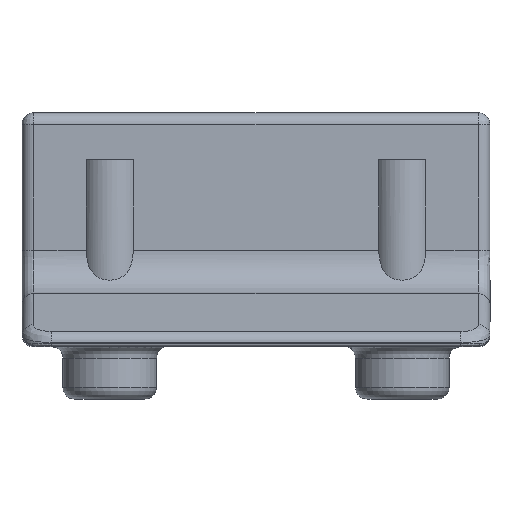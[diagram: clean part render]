
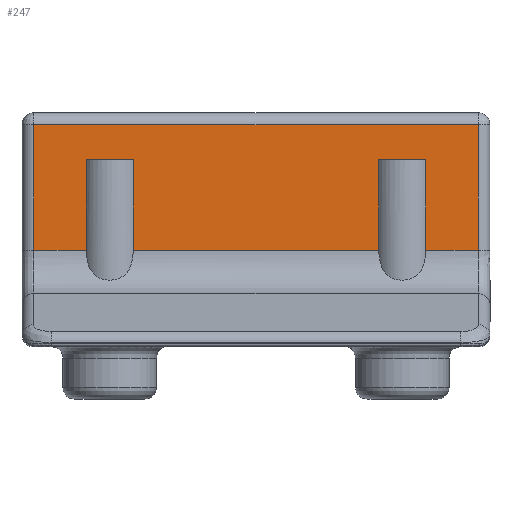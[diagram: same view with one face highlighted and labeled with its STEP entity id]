
A CAD part, top view. The second image highlights one B-rep face of the part: STEP entity #247.
In plain terms, the highlighted planar face has unit normal (0, 0, 1).
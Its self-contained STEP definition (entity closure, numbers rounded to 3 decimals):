
#247=ADVANCED_FACE('',(#408),#409,.F.);
#408=FACE_OUTER_BOUND('',#1030,.T.);
#409=PLANE('',#1031);
#1030=EDGE_LOOP('',(#1695,#1696,#1697,#1698,#1699,#1700,#1701,#1702,#1703,#1704,#1705,#1706));
#1031=AXIS2_PLACEMENT_3D('',#1707,#1708,#1709);
#1695=ORIENTED_EDGE('',*,*,#1972,.F.);
#1696=ORIENTED_EDGE('',*,*,#1930,.F.);
#1697=ORIENTED_EDGE('',*,*,#1973,.F.);
#1698=ORIENTED_EDGE('',*,*,#1975,.T.);
#1699=ORIENTED_EDGE('',*,*,#1933,.F.);
#1700=ORIENTED_EDGE('',*,*,#1943,.F.);
#1701=ORIENTED_EDGE('',*,*,#1935,.F.);
#1702=ORIENTED_EDGE('',*,*,#1976,.T.);
#1703=ORIENTED_EDGE('',*,*,#1937,.F.);
#1704=ORIENTED_EDGE('',*,*,#1941,.F.);
#1705=ORIENTED_EDGE('',*,*,#1939,.F.);
#1706=ORIENTED_EDGE('',*,*,#1977,.T.);
#1707=CARTESIAN_POINT('',(-20.0,20.0,6.0));
#1708=DIRECTION('',(0.,0.,-1.0));
#1709=DIRECTION('',(-1.0,0.0,0.));
#1930=EDGE_CURVE('',#2170,#2175,#2176,.F.);
#1933=EDGE_CURVE('',#2179,#2180,#2181,.F.);
#1935=EDGE_CURVE('',#2182,#2184,#2185,.T.);
#1937=EDGE_CURVE('',#2187,#2188,#2189,.F.);
#1939=EDGE_CURVE('',#2190,#2192,#2193,.T.);
#1941=EDGE_CURVE('',#2192,#2187,#2195,.T.);
#1943=EDGE_CURVE('',#2184,#2179,#2198,.T.);
#1972=EDGE_CURVE('',#2175,#2089,#2239,.F.);
#1973=EDGE_CURVE('',#2125,#2170,#2240,.T.);
#1975=EDGE_CURVE('',#2125,#2180,#2242,.T.);
#1976=EDGE_CURVE('',#2182,#2188,#2243,.T.);
#1977=EDGE_CURVE('',#2190,#2089,#2244,.T.);
#2089=VERTEX_POINT('',#2736);
#2125=VERTEX_POINT('',#2785);
#2170=VERTEX_POINT('',#2993);
#2175=VERTEX_POINT('',#2998);
#2176=LINE('',#2999,#3000);
#2179=VERTEX_POINT('',#3004);
#2180=VERTEX_POINT('',#3005);
#2181=LINE('',#3006,#3007);
#2182=VERTEX_POINT('',#3008);
#2184=VERTEX_POINT('',#3037);
#2185=LINE('',#3038,#3039);
#2187=VERTEX_POINT('',#3041);
#2188=VERTEX_POINT('',#3042);
#2189=LINE('',#3043,#3044);
#2190=VERTEX_POINT('',#3045);
#2192=VERTEX_POINT('',#3074);
#2193=LINE('',#3075,#3076);
#2195=LINE('',#3078,#3079);
#2198=LINE('',#3082,#3083);
#2239=LINE('',#3180,#3181);
#2240=LINE('',#3182,#3183);
#2242=LINE('',#3186,#3187);
#2243=LINE('',#3188,#3189);
#2244=LINE('',#3190,#3191);
#2736=CARTESIAN_POINT('',(19.0,8.25,6.0));
#2785=CARTESIAN_POINT('',(-19.0,8.25,6.0));
#2993=CARTESIAN_POINT('',(-19.0,19.,6.0));
#2998=CARTESIAN_POINT('',(19.,19.,6.0));
#2999=CARTESIAN_POINT('',(-20.0,19.,6.0));
#3000=VECTOR('',#3378,1.0);
#3004=CARTESIAN_POINT('',(-14.5,16.0,6.0));
#3005=CARTESIAN_POINT('',(-14.5,8.25,6.0));
#3006=CARTESIAN_POINT('',(-14.5,20.0,6.0));
#3007=VECTOR('',#3383,1.0);
#3008=CARTESIAN_POINT('',(-10.5,8.25,6.0));
#3037=CARTESIAN_POINT('',(-10.5,16.0,6.0));
#3038=CARTESIAN_POINT('',(-10.5,20.0,6.0));
#3039=VECTOR('',#3384,1.0);
#3041=CARTESIAN_POINT('',(10.5,16.0,6.0));
#3042=CARTESIAN_POINT('',(10.5,8.25,6.0));
#3043=CARTESIAN_POINT('',(10.5,20.0,6.0));
#3044=VECTOR('',#3388,1.0);
#3045=CARTESIAN_POINT('',(14.5,8.25,6.0));
#3074=CARTESIAN_POINT('',(14.5,16.0,6.0));
#3075=CARTESIAN_POINT('',(14.5,20.0,6.0));
#3076=VECTOR('',#3389,1.0);
#3078=CARTESIAN_POINT('',(-20.0,16.0,6.0));
#3079=VECTOR('',#3393,1.0);
#3082=CARTESIAN_POINT('',(-20.0,16.0,6.0));
#3083=VECTOR('',#3397,1.0);
#3180=CARTESIAN_POINT('',(19.0,4.5,6.0));
#3181=VECTOR('',#3442,1.0);
#3182=CARTESIAN_POINT('',(-19.0,20.0,6.0));
#3183=VECTOR('',#3443,1.0);
#3186=CARTESIAN_POINT('',(-20.0,8.25,6.0));
#3187=VECTOR('',#3445,1.0);
#3188=CARTESIAN_POINT('',(-20.0,8.25,6.0));
#3189=VECTOR('',#3446,1.0);
#3190=CARTESIAN_POINT('',(-20.0,8.25,6.0));
#3191=VECTOR('',#3447,1.0);
#3378=DIRECTION('',(-1.0,0.0,0.));
#3383=DIRECTION('',(0.,1.0,0.));
#3384=DIRECTION('',(0.,1.0,0.));
#3388=DIRECTION('',(0.,1.0,0.));
#3389=DIRECTION('',(0.,1.0,0.));
#3393=DIRECTION('',(-1.0,0.0,0.));
#3397=DIRECTION('',(-1.0,0.0,0.));
#3442=DIRECTION('',(0.,1.0,0.));
#3443=DIRECTION('',(0.,1.0,0.));
#3445=DIRECTION('',(1.0,0.0,0.));
#3446=DIRECTION('',(1.0,0.0,0.));
#3447=DIRECTION('',(1.0,0.0,0.));
